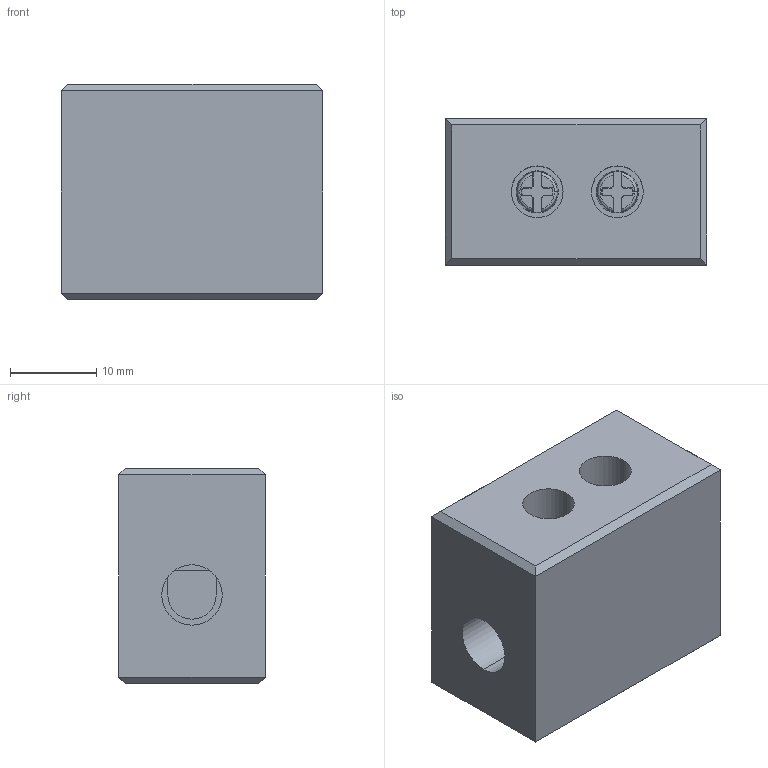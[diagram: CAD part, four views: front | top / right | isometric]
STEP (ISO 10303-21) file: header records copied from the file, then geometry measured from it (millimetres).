
FILE_DESCRIPTION (( 'STEP AP203' ), '1' );
FILE_NAME ('No 3 1 li Steatit Klemens.STEP', '2020-08-21T11:46:40', ( '' ), ( '' ), 'SwSTEP 2.0', 'SolidWorks 2011', '' );
FILE_SCHEMA (( 'CONFIG_CONTROL_DESIGN' ));
Length unit declared in the file: millimetre
Products named in the file (1): No 3 1 li Steatit Klemens
Bounding box: 30.3 x 17 x 25 mm (x, y, z)
Volume: 11598 mm3; surface area: 4300.4 mm2
Topology: 1 solids, 1 shells, 123 faces, 320 edges, 210 vertices
Faces by surface type: plane 71, cylinder 24, cone 22, bspline 6
Entity records: 3979 total; most frequent: CARTESIAN_POINT 922, ORIENTED_EDGE 640, DIRECTION 600, EDGE_CURVE 320, AXIS2_PLACEMENT_3D 216, VERTEX_POINT 210, VECTOR 168, LINE 168
